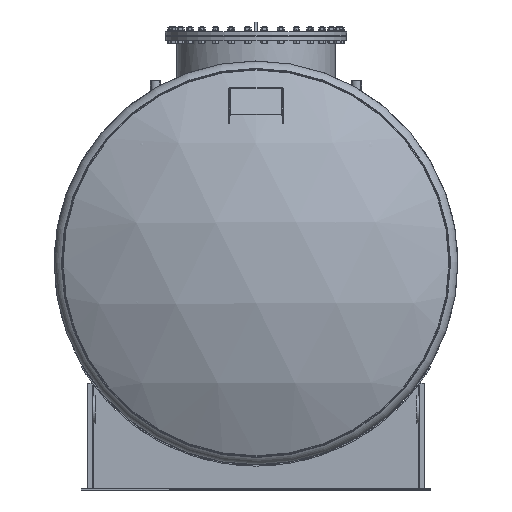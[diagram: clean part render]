
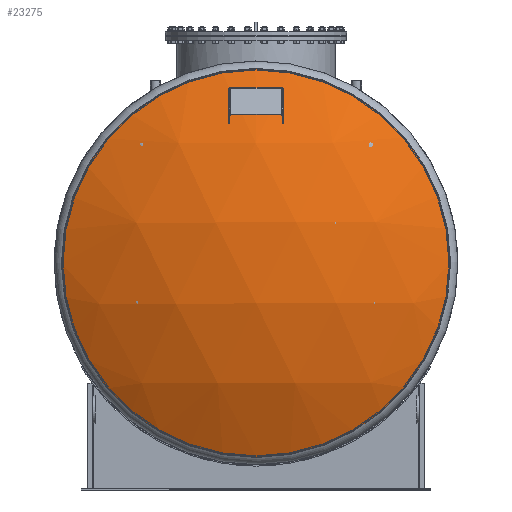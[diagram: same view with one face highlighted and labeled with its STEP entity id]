
A CAD part, front view. The second image highlights one B-rep face of the part: STEP entity #23275.
In plain terms, the highlighted spherical face has radius 1609 mm.
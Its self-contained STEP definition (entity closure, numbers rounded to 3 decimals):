
#1144=SPHERICAL_SURFACE('',#25167,1609.);
#2595=FACE_OUTER_BOUND('',#4109,.T.);
#4109=EDGE_LOOP('',(#15835));
#8627=CIRCLE('',#25165,773.649);
#9878=VERTEX_POINT('',#35156);
#12099=EDGE_CURVE('',#9878,#9878,#8627,.T.);
#15835=ORIENTED_EDGE('',*,*,#12099,.T.);
#23275=ADVANCED_FACE('',(#2595),#1144,.T.);
#25165=AXIS2_PLACEMENT_3D('',#35157,#28416,#28417);
#25167=AXIS2_PLACEMENT_3D('',#35159,#28420,#28421);
#28416=DIRECTION('center_axis',(0.,-1.,0.));
#28417=DIRECTION('ref_axis',(-1.,0.,-0.003));
#28420=DIRECTION('center_axis',(0.003,0.,
-1.));
#28421=DIRECTION('ref_axis',(-1.,0.,-0.003));
#35156=CARTESIAN_POINT('',(2.075,-1670.069,129.353));
#35157=CARTESIAN_POINT('Origin',(0.,-1670.069,
903.));
#35159=CARTESIAN_POINT('Origin',(0.,-259.273,
903.));
